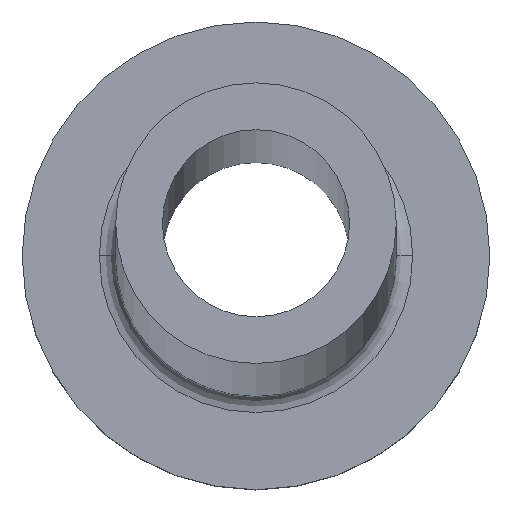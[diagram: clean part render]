
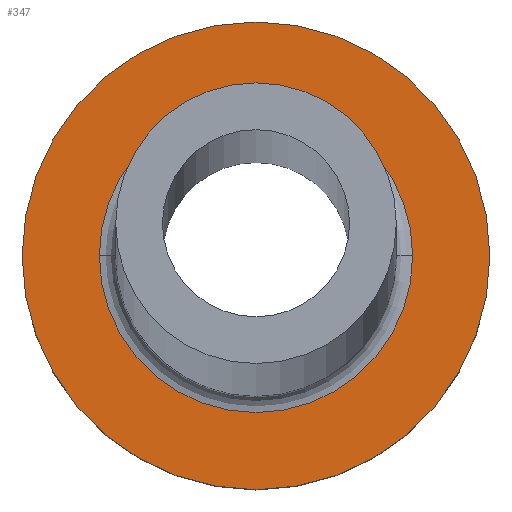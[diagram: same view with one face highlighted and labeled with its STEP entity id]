
A CAD part, top view. The second image highlights one B-rep face of the part: STEP entity #347.
In plain terms, the highlighted planar face has unit normal (0, 0, 1).
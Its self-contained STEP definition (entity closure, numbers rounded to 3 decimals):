
#21 = FACE_BOUND ( 'NONE', #22, .T. ) ;
#22 = EDGE_LOOP ( 'NONE', ( #215, #144 ) ) ;
#44 = VERTEX_POINT ( 'NONE', #178 ) ;
#57 = DIRECTION ( 'NONE',  ( 0., 0., 1. ) ) ;
#67 = CARTESIAN_POINT ( 'NONE',  ( 0., 0., 7. ) ) ;
#85 = DIRECTION ( 'NONE',  ( 1., 0., 0. ) ) ;
#101 = CARTESIAN_POINT ( 'NONE',  ( -10., 0., 7. ) ) ;
#105 = CARTESIAN_POINT ( 'NONE',  ( -6.7, 0., 7. ) ) ;
#108 = AXIS2_PLACEMENT_3D ( 'NONE', #255, #135, #85 ) ;
#129 = DIRECTION ( 'NONE',  ( 1., 0., 0. ) ) ;
#131 = EDGE_CURVE ( 'NONE', #283, #44, #279, .T. ) ;
#134 = DIRECTION ( 'NONE',  ( 1., 0., 0. ) ) ;
#135 = DIRECTION ( 'NONE',  ( 0., 0., 1. ) ) ;
#144 = ORIENTED_EDGE ( 'NONE', *, *, #313, .T. ) ;
#166 = ORIENTED_EDGE ( 'NONE', *, *, #210, .T. ) ;
#172 = CARTESIAN_POINT ( 'NONE',  ( 0., 0., 7. ) ) ;
#178 = CARTESIAN_POINT ( 'NONE',  ( 10., 0., 7. ) ) ;
#179 = DIRECTION ( 'NONE',  ( 0., 0., 1. ) ) ;
#190 = PLANE ( 'NONE',  #108 ) ;
#191 = AXIS2_PLACEMENT_3D ( 'NONE', #329, #179, #129 ) ;
#201 = AXIS2_PLACEMENT_3D ( 'NONE', #172, #57, #352 ) ;
#208 = AXIS2_PLACEMENT_3D ( 'NONE', #273, #241, #134 ) ;
#209 = DIRECTION ( 'NONE',  ( 0., 0., -1. ) ) ;
#210 = EDGE_CURVE ( 'NONE', #44, #283, #375, .T. ) ;
#215 = ORIENTED_EDGE ( 'NONE', *, *, #278, .T. ) ;
#216 = FACE_OUTER_BOUND ( 'NONE', #348, .T. ) ;
#228 = CIRCLE ( 'NONE', #350, 6.7 ) ;
#241 = DIRECTION ( 'NONE',  ( 0., 0., -1. ) ) ;
#245 = CIRCLE ( 'NONE', #208, 6.7 ) ;
#251 = CARTESIAN_POINT ( 'NONE',  ( 6.7, 0., 7. ) ) ;
#255 = CARTESIAN_POINT ( 'NONE',  ( 0., 0., 7. ) ) ;
#273 = CARTESIAN_POINT ( 'NONE',  ( 0., 0., 7. ) ) ;
#278 = EDGE_CURVE ( 'NONE', #377, #291, #245, .T. ) ;
#279 = CIRCLE ( 'NONE', #191, 10. ) ;
#283 = VERTEX_POINT ( 'NONE', #101 ) ;
#291 = VERTEX_POINT ( 'NONE', #105 ) ;
#310 = ORIENTED_EDGE ( 'NONE', *, *, #131, .T. ) ;
#313 = EDGE_CURVE ( 'NONE', #291, #377, #228, .T. ) ;
#329 = CARTESIAN_POINT ( 'NONE',  ( 0., 0., 7. ) ) ;
#334 = DIRECTION ( 'NONE',  ( 1., 0., 0. ) ) ;
#347 = ADVANCED_FACE ( 'NONE', ( #21, #216 ), #190, .T. ) ;
#348 = EDGE_LOOP ( 'NONE', ( #310, #166 ) ) ;
#350 = AXIS2_PLACEMENT_3D ( 'NONE', #67, #209, #334 ) ;
#352 = DIRECTION ( 'NONE',  ( 1., 0., 0. ) ) ;
#375 = CIRCLE ( 'NONE', #201, 10. ) ;
#377 = VERTEX_POINT ( 'NONE', #251 ) ;
